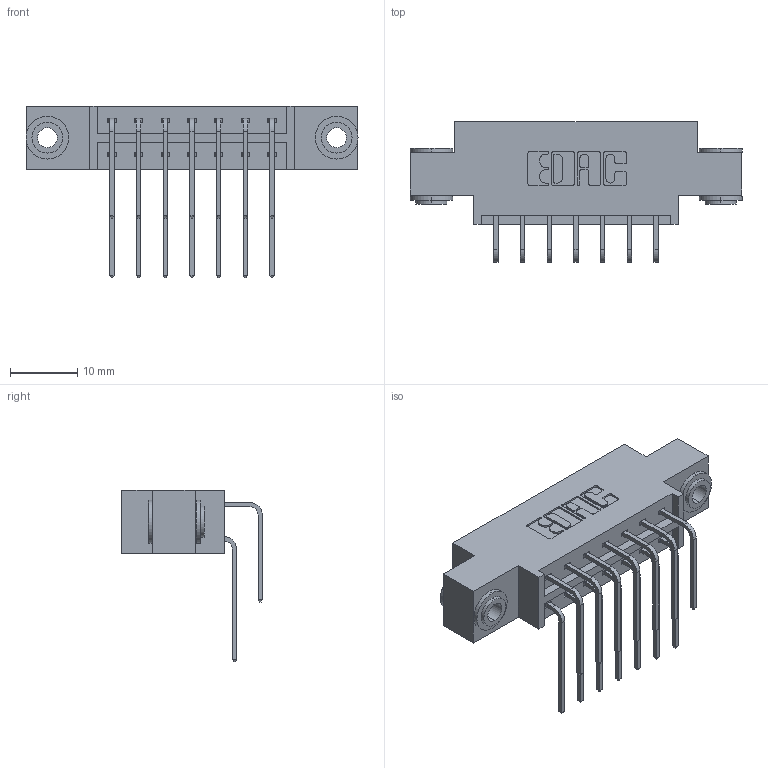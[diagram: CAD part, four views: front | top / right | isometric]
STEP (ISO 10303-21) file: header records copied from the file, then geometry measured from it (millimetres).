
FILE_DESCRIPTION (( 'STEP AP203' ), '1' );
FILE_NAME ('333-014-559-803.STEP', '2018-08-01T03:17:24', ( '' ), ( '' ), 'SwSTEP 2.0', 'SolidWorks 2016', '' );
FILE_SCHEMA (( 'CONFIG_CONTROL_DESIGN' ));
Length unit declared in the file: inch
Products named in the file (5): 345-292-001_558 559 Tail - 1; 345-292-001_559 Tail - 2; 345-250-002_345-250-002-102; 333-014-559-803; 333 Part_Offset - .156 Dia - TH
Assembly tree (17 placements, depth 2):
  333-014-559-803
    333 Part_Offset - .156 Dia - TH
    345-292-001_558 559 Tail - 1  x7
    345-292-001_559 Tail - 2  x7
    345-250-002_345-250-002-102  x2
Bounding box: 49.28 x 20.9 x 25.53 mm (x, y, z)
Volume: 4575.8 mm3; surface area: 5877.7 mm2
Topology: 17 solids, 17 shells, 912 faces, 2653 edges, 1746 vertices
Faces by surface type: plane 616, cylinder 288, cone 8
Entity records: 11596 total; most frequent: CARTESIAN_POINT 1992, ORIENTED_EDGE 1870, DIRECTION 1777, EDGE_CURVE 935, LINE 743, VECTOR 743, VERTEX_POINT 618, AXIS2_PLACEMENT_3D 517
